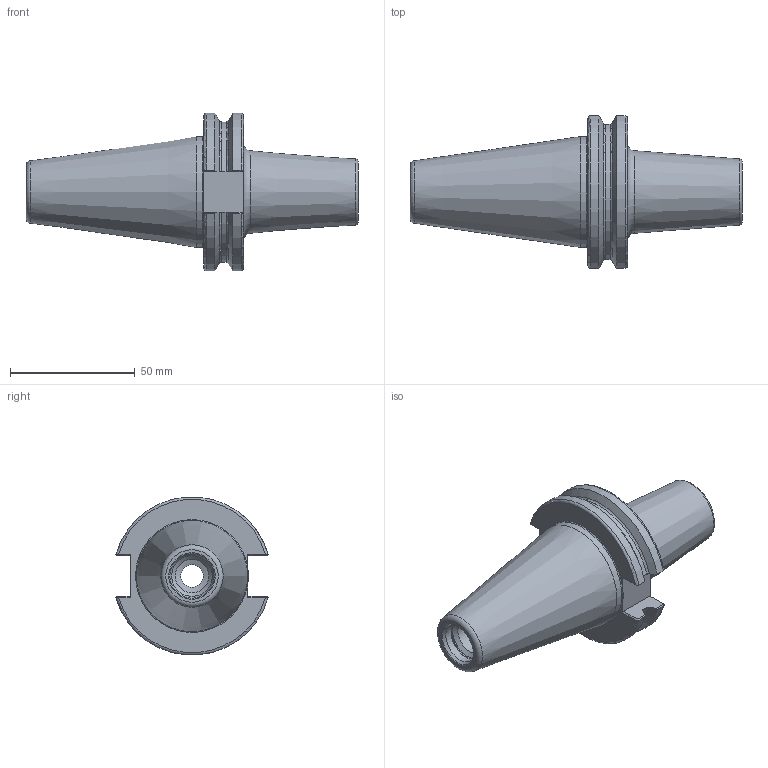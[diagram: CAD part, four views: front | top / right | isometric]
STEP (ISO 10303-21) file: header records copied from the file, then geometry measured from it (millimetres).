
FILE_DESCRIPTION(/* description */ (''),/* implementation_level */ '2;1');
FILE_NAME(/* name */ 'CAT40-SD050-065HD.stp',/* time_stamp */ '2019-02-28T10:47:12-06:00',/* author */ ('Lee'),/* organization */ ('Pioneer N.A.'),/* preprocessor_version */ 'ST-DEVELOPER v17',/* originating_system */ 'Autodesk Inventor LT',/* authorisation */ '');
FILE_SCHEMA (('AUTOMOTIVE_DESIGN { 1 0 10303 214 3 1 1 }'));
Length unit declared in the file: millimetre
Products named in the file (1): CAT40-SD050-065HD
Bounding box: 133.25 x 61.14 x 63.31 mm (x, y, z)
Volume: 129200 mm3; surface area: 25536 mm2
Topology: 1 solids, 1 shells, 88 faces, 249 edges, 167 vertices
Faces by surface type: plane 30, bspline 16, torus 16, cylinder 14, cone 12
Full cylindrical faces by diameter (mm): 9 x1, 10 x1, 12.7 x1, 13.492 x1, 14 x1, 16.3 x1, 16.7 x1, 44.45 x1
Entity records: 3619 total; most frequent: CARTESIAN_POINT 1361, ORIENTED_EDGE 498, DIRECTION 438, EDGE_CURVE 249, AXIS2_PLACEMENT_3D 172, VERTEX_POINT 167, CIRCLE 99, EDGE_LOOP 94
